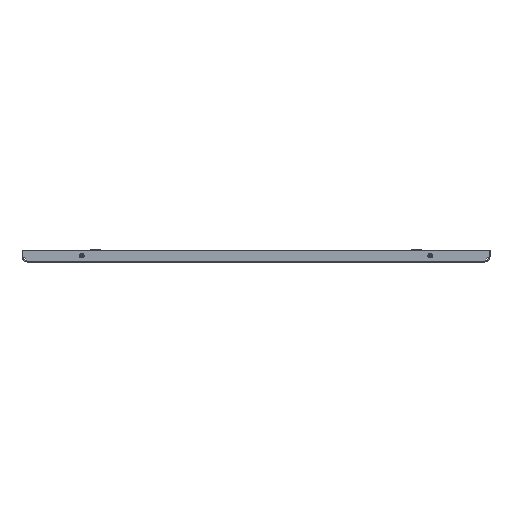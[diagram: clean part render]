
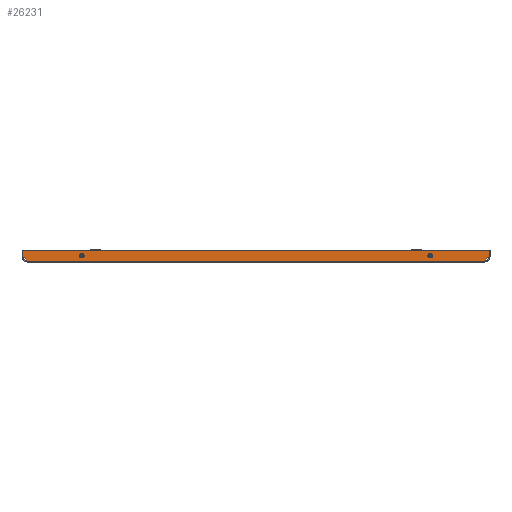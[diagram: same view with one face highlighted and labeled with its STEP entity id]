
A CAD part, front view. The second image highlights one B-rep face of the part: STEP entity #26231.
In plain terms, the highlighted planar face has unit normal (0, -1, 0).
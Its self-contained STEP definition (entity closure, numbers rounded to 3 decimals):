
#3726 = DIRECTION ( 'NONE',  ( -1., 0., 0. ) ) ;
#3728 = DIRECTION ( 'NONE',  ( 0., 1., 0. ) ) ;
#3744 = CARTESIAN_POINT ( 'NONE',  ( 295.5, -1077.5, 11. ) ) ;
#3773 = CARTESIAN_POINT ( 'NONE',  ( -295.5, -1077.5, 11. ) ) ;
#5247 = DIRECTION ( 'NONE',  ( -1., 0., 0. ) ) ;
#5248 = DIRECTION ( 'NONE',  ( 0., -1., 0. ) ) ;
#7195 = LINE ( 'NONE', #9517, #8430 ) ;
#7404 = VECTOR ( 'NONE', #9519, 1000. ) ;
#7636 = DIRECTION ( 'NONE',  ( -1., 0., 0. ) ) ;
#7638 = DIRECTION ( 'NONE',  ( 0., 1., 0. ) ) ;
#7861 = PLANE ( 'NONE',  #20255 ) ;
#7865 = CARTESIAN_POINT ( 'NONE',  ( -395.5, -1077.5, 20. ) ) ;
#8430 = VECTOR ( 'NONE', #9516, 1000. ) ;
#9504 = DIRECTION ( 'NONE',  ( -1., 0., 0. ) ) ;
#9505 = DIRECTION ( 'NONE',  ( 0., -1., 0. ) ) ;
#9509 = DIRECTION ( 'NONE',  ( -1., 0., 0. ) ) ;
#9510 = DIRECTION ( 'NONE',  ( 0., 1., 0. ) ) ;
#9514 = DIRECTION ( 'NONE',  ( -0.707, 0., -0.707 ) ) ;
#9515 = CARTESIAN_POINT ( 'NONE',  ( 295.5, -1077.5, 11. ) ) ;
#9516 = DIRECTION ( 'NONE',  ( 0., 0., 1. ) ) ;
#9517 = CARTESIAN_POINT ( 'NONE',  ( -395.4, -1077.5, 1.51 ) ) ;
#9518 = CARTESIAN_POINT ( 'NONE',  ( -295.5, -1077.5, 11. ) ) ;
#9519 = DIRECTION ( 'NONE',  ( 0.707, 0., -0.707 ) ) ;
#9520 = CARTESIAN_POINT ( 'NONE',  ( 5.801, -1077.5, -380.996 ) ) ;
#9521 = DIRECTION ( 'NONE',  ( -1., 0., 0. ) ) ;
#9522 = CARTESIAN_POINT ( 'NONE',  ( -395.5, -1077.5, 1.51 ) ) ;
#9524 = DIRECTION ( 'NONE',  ( 0., 0., 1. ) ) ;
#9525 = CARTESIAN_POINT ( 'NONE',  ( 395.4, -1077.5, 1.51 ) ) ;
#9534 = CARTESIAN_POINT ( 'NONE',  ( -401., -1077.5, 14.504 ) ) ;
#9536 = DIRECTION ( 'NONE',  ( -1., 0., 0. ) ) ;
#9542 = CARTESIAN_POINT ( 'NONE',  ( -395.5, -1077.5, 20. ) ) ;
#11937 = CARTESIAN_POINT ( 'NONE',  ( -295.5, -1077.5, 7. ) ) ;
#12026 = CARTESIAN_POINT ( 'NONE',  ( 295.5, -1077.5, 7. ) ) ;
#12129 = CARTESIAN_POINT ( 'NONE',  ( -295.5, -1077.5, 15. ) ) ;
#12181 = CARTESIAN_POINT ( 'NONE',  ( 295.5, -1077.5, 15. ) ) ;
#13715 = CIRCLE ( 'NONE', #15894, 4. ) ;
#13717 = CIRCLE ( 'NONE', #15632, 4. ) ;
#13927 = VERTEX_POINT ( 'NONE', #16589 ) ;
#13993 = VERTEX_POINT ( 'NONE', #16660 ) ;
#14192 = VERTEX_POINT ( 'NONE', #16909 ) ;
#14195 = VERTEX_POINT ( 'NONE', #16906 ) ;
#14236 = VERTEX_POINT ( 'NONE', #16860 ) ;
#15000 = VERTEX_POINT ( 'NONE', #12181 ) ;
#15032 = VERTEX_POINT ( 'NONE', #12129 ) ;
#15080 = VERTEX_POINT ( 'NONE', #12026 ) ;
#15099 = VERTEX_POINT ( 'NONE', #11937 ) ;
#15627 = AXIS2_PLACEMENT_3D ( 'NONE', #3773, #5248, #5247 ) ;
#15632 = AXIS2_PLACEMENT_3D ( 'NONE', #9515, #9510, #9509 ) ;
#15848 = AXIS2_PLACEMENT_3D ( 'NONE', #3744, #3728, #3726 ) ;
#15894 = AXIS2_PLACEMENT_3D ( 'NONE', #9518, #9505, #9504 ) ;
#16589 = CARTESIAN_POINT ( 'NONE',  ( 395.4, -1077.5, 8.9 ) ) ;
#16660 = CARTESIAN_POINT ( 'NONE',  ( -395.4, -1077.5, 8.9 ) ) ;
#16860 = CARTESIAN_POINT ( 'NONE',  ( 395.4, -1077.5, 20. ) ) ;
#16906 = CARTESIAN_POINT ( 'NONE',  ( -388.016, -1077.5, 1.51 ) ) ;
#16909 = CARTESIAN_POINT ( 'NONE',  ( 388.016, -1077.5, 1.51 ) ) ;
#20255 = AXIS2_PLACEMENT_3D ( 'NONE', #7865, #7638, #7636 ) ;
#21981 = LINE ( 'NONE', #9542, #24516 ) ;
#22400 = EDGE_CURVE ( 'NONE', #15032, #15099, #33155, .T. ) ;
#22408 = EDGE_CURVE ( 'NONE', #15080, #15000, #33154, .T. ) ;
#23067 = EDGE_CURVE ( 'NONE', #14236, #30074, #21981, .T. ) ;
#23070 = EDGE_CURVE ( 'NONE', #13927, #14236, #33201, .T. ) ;
#23071 = EDGE_CURVE ( 'NONE', #14192, #14195, #24345, .T. ) ;
#23072 = EDGE_CURVE ( 'NONE', #13993, #14195, #24343, .T. ) ;
#23073 = EDGE_CURVE ( 'NONE', #13993, #30074, #7195, .T. ) ;
#23074 = EDGE_CURVE ( 'NONE', #13927, #14192, #33202, .T. ) ;
#23076 = EDGE_CURVE ( 'NONE', #15000, #15080, #13717, .T. ) ;
#23077 = EDGE_CURVE ( 'NONE', #15099, #15032, #13715, .T. ) ;
#23637 = EDGE_LOOP ( 'NONE', ( #27842, #27787 ) ) ;
#23645 = EDGE_LOOP ( 'NONE', ( #27785, #27784 ) ) ;
#23755 = EDGE_LOOP ( 'NONE', ( #27781, #27778, #27780, #27788, #27782, #27783 ) ) ;
#24343 = LINE ( 'NONE', #9534, #7404 ) ;
#24344 = VECTOR ( 'NONE', #9521, 1000. ) ;
#24345 = LINE ( 'NONE', #9522, #24344 ) ;
#24516 = VECTOR ( 'NONE', #9536, 1000. ) ;
#26231 = ADVANCED_FACE ( 'NONE', ( #32363, #32357, #32355 ), #7861, .F. ) ;
#27742 = VECTOR ( 'NONE', #9514, 1000. ) ;
#27778 = ORIENTED_EDGE ( 'NONE', *, *, #23072, .T. ) ;
#27780 = ORIENTED_EDGE ( 'NONE', *, *, #23071, .F. ) ;
#27781 = ORIENTED_EDGE ( 'NONE', *, *, #23073, .F. ) ;
#27782 = ORIENTED_EDGE ( 'NONE', *, *, #23070, .T. ) ;
#27783 = ORIENTED_EDGE ( 'NONE', *, *, #23067, .T. ) ;
#27784 = ORIENTED_EDGE ( 'NONE', *, *, #22408, .T. ) ;
#27785 = ORIENTED_EDGE ( 'NONE', *, *, #23076, .T. ) ;
#27787 = ORIENTED_EDGE ( 'NONE', *, *, #23077, .F. ) ;
#27788 = ORIENTED_EDGE ( 'NONE', *, *, #23074, .F. ) ;
#27842 = ORIENTED_EDGE ( 'NONE', *, *, #22400, .F. ) ;
#30074 = VERTEX_POINT ( 'NONE', #30481 ) ;
#30481 = CARTESIAN_POINT ( 'NONE',  ( -395.4, -1077.5, 20. ) ) ;
#32355 = FACE_BOUND ( 'NONE', #23637, .T. ) ;
#32357 = FACE_BOUND ( 'NONE', #23645, .T. ) ;
#32363 = FACE_OUTER_BOUND ( 'NONE', #23755, .T. ) ;
#33154 = CIRCLE ( 'NONE', #15848, 4. ) ;
#33155 = CIRCLE ( 'NONE', #15627, 4. ) ;
#33186 = VECTOR ( 'NONE', #9524, 1000. ) ;
#33201 = LINE ( 'NONE', #9525, #33186 ) ;
#33202 = LINE ( 'NONE', #9520, #27742 ) ;
